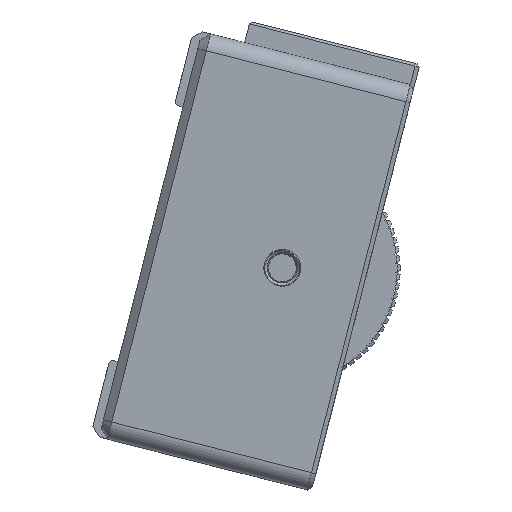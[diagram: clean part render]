
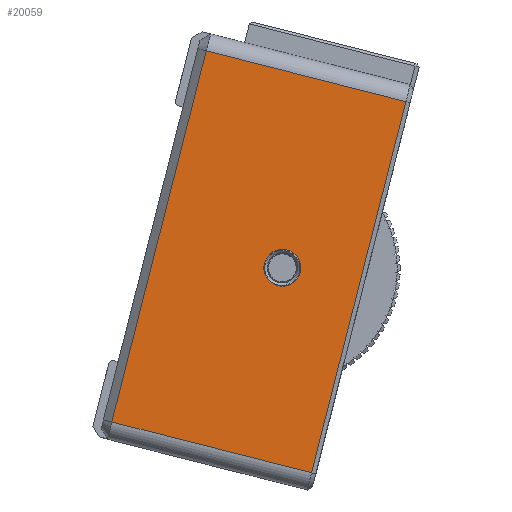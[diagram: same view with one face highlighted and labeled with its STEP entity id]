
A CAD part, top view. The second image highlights one B-rep face of the part: STEP entity #20059.
In plain terms, the highlighted planar face has unit normal (0, 0, 1).
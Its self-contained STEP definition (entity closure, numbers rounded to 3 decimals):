
#691 = DIRECTION ( 'NONE',  ( 1., 0., 0. ) ) ;
#2887 = ORIENTED_EDGE ( 'NONE', *, *, #6344, .T. ) ;
#3405 = DIRECTION ( 'NONE',  ( 0., 0., 1. ) ) ;
#4074 = VERTEX_POINT ( 'NONE', #13773 ) ;
#4478 = AXIS2_PLACEMENT_3D ( 'NONE', #20781, #18267, #23153 ) ;
#5489 = CARTESIAN_POINT ( 'NONE',  ( -31.143, 6.5, -349. ) ) ;
#5592 = PLANE ( 'NONE',  #14199 ) ;
#6059 = ORIENTED_EDGE ( 'NONE', *, *, #22780, .T. ) ;
#6344 = EDGE_CURVE ( 'NONE', #18020, #28883, #19999, .T. ) ;
#7025 = ORIENTED_EDGE ( 'NONE', *, *, #29845, .T. ) ;
#7832 = CARTESIAN_POINT ( 'NONE',  ( -52.993, -3., -349. ) ) ;
#8473 = VECTOR ( 'NONE', #28498, 1000. ) ;
#9751 = VECTOR ( 'NONE', #23632, 1000. ) ;
#10237 = LINE ( 'NONE', #20465, #19364 ) ;
#10653 = CARTESIAN_POINT ( 'NONE',  ( -52.993, -2.5, -349. ) ) ;
#11310 = EDGE_LOOP ( 'NONE', ( #7025, #30468, #15791, #15070 ) ) ;
#11539 = VERTEX_POINT ( 'NONE', #10653 ) ;
#12360 = CARTESIAN_POINT ( 'NONE',  ( -33.243, 6.5, -349. ) ) ;
#12951 = FACE_BOUND ( 'NONE', #29670, .T. ) ;
#13209 = CIRCLE ( 'NONE', #30967, 2.1 ) ;
#13357 = CARTESIAN_POINT ( 'NONE',  ( -54.993, 21., -349. ) ) ;
#13773 = CARTESIAN_POINT ( 'NONE',  ( -9.293, 21., -349. ) ) ;
#14199 = AXIS2_PLACEMENT_3D ( 'NONE', #15825, #3405, #691 ) ;
#14834 = VECTOR ( 'NONE', #15555, 1000. ) ;
#15070 = ORIENTED_EDGE ( 'NONE', *, *, #17050, .T. ) ;
#15115 = DIRECTION ( 'NONE',  ( 1., 0., 0. ) ) ;
#15555 = DIRECTION ( 'NONE',  ( 0., -1., 0. ) ) ;
#15791 = ORIENTED_EDGE ( 'NONE', *, *, #23460, .T. ) ;
#15825 = CARTESIAN_POINT ( 'NONE',  ( -54.993, -3., -349. ) ) ;
#15887 = LINE ( 'NONE', #13357, #9751 ) ;
#16601 = EDGE_CURVE ( 'NONE', #11539, #26926, #10237, .T. ) ;
#17050 = EDGE_CURVE ( 'NONE', #4074, #31539, #15887, .T. ) ;
#18020 = VERTEX_POINT ( 'NONE', #28661 ) ;
#18066 = DIRECTION ( 'NONE',  ( 0., 0., -1. ) ) ;
#18071 = LINE ( 'NONE', #28172, #8473 ) ;
#18267 = DIRECTION ( 'NONE',  ( 0., 0., -1. ) ) ;
#18504 = FACE_OUTER_BOUND ( 'NONE', #11310, .T. ) ;
#19364 = VECTOR ( 'NONE', #15115, 1000. ) ;
#19999 = CIRCLE ( 'NONE', #4478, 2.1 ) ;
#20059 = ADVANCED_FACE ( 'NONE', ( #18504, #12951 ), #5592, .T. ) ;
#20465 = CARTESIAN_POINT ( 'NONE',  ( -54.993, -2.5, -349. ) ) ;
#20781 = CARTESIAN_POINT ( 'NONE',  ( -31.143, 6.5, -349. ) ) ;
#21170 = CARTESIAN_POINT ( 'NONE',  ( -52.993, 21., -349. ) ) ;
#22780 = EDGE_CURVE ( 'NONE', #28883, #18020, #13209, .T. ) ;
#23153 = DIRECTION ( 'NONE',  ( 1., 0., 0. ) ) ;
#23460 = EDGE_CURVE ( 'NONE', #26926, #4074, #18071, .T. ) ;
#23632 = DIRECTION ( 'NONE',  ( -1., 0., 0. ) ) ;
#25482 = DIRECTION ( 'NONE',  ( 1., 0., 0. ) ) ;
#26926 = VERTEX_POINT ( 'NONE', #28259 ) ;
#28172 = CARTESIAN_POINT ( 'NONE',  ( -9.293, -3., -349. ) ) ;
#28259 = CARTESIAN_POINT ( 'NONE',  ( -9.293, -2.5, -349. ) ) ;
#28498 = DIRECTION ( 'NONE',  ( 0., 1., 0. ) ) ;
#28661 = CARTESIAN_POINT ( 'NONE',  ( -29.043, 6.5, -349. ) ) ;
#28883 = VERTEX_POINT ( 'NONE', #12360 ) ;
#29670 = EDGE_LOOP ( 'NONE', ( #2887, #6059 ) ) ;
#29845 = EDGE_CURVE ( 'NONE', #31539, #11539, #30859, .T. ) ;
#30468 = ORIENTED_EDGE ( 'NONE', *, *, #16601, .T. ) ;
#30859 = LINE ( 'NONE', #7832, #14834 ) ;
#30967 = AXIS2_PLACEMENT_3D ( 'NONE', #5489, #18066, #25482 ) ;
#31539 = VERTEX_POINT ( 'NONE', #21170 ) ;
